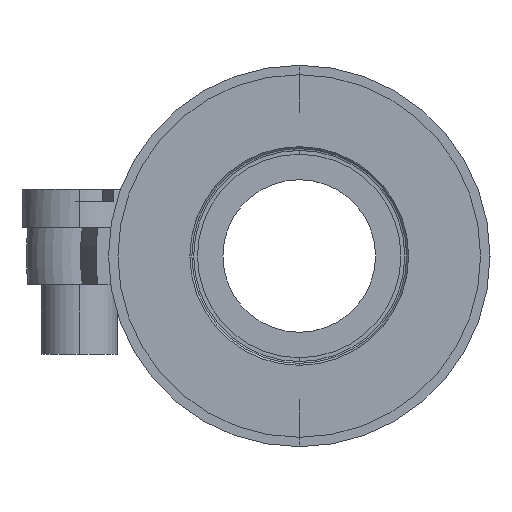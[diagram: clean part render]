
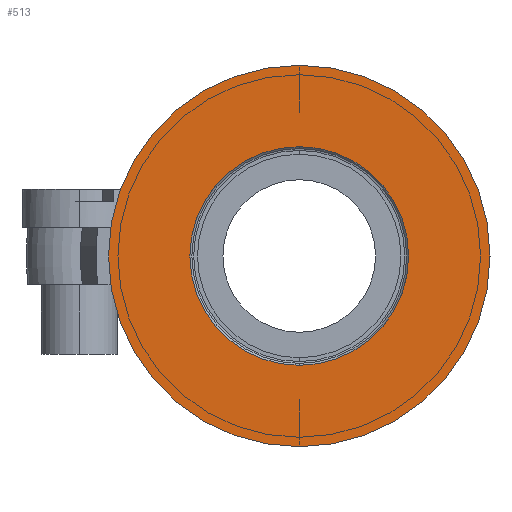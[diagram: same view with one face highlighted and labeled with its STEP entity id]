
A CAD part, left-side view. The second image highlights one B-rep face of the part: STEP entity #513.
In plain terms, the highlighted planar face has unit normal (-1, 0, 0).
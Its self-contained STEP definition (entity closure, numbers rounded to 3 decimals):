
#67 = CARTESIAN_POINT ( 'NONE',  ( 0., 0., 15. ) ) ;
#117 = CARTESIAN_POINT ( 'NONE',  ( 0., 0., -15. ) ) ;
#209 = CIRCLE ( 'NONE', #2306, 8.6 ) ;
#234 = VERTEX_POINT ( 'NONE', #117 ) ;
#281 = ORIENTED_EDGE ( 'NONE', *, *, #5311, .T. ) ;
#340 = DIRECTION ( 'NONE',  ( 0., 0., -1. ) ) ;
#344 = DIRECTION ( 'NONE',  ( -1., 0., 0. ) ) ;
#351 = CARTESIAN_POINT ( 'NONE',  ( 0., 0., 0. ) ) ;
#513 = ADVANCED_FACE ( 'NONE', ( #612, #4258 ), #2993, .T. ) ;
#576 = EDGE_LOOP ( 'NONE', ( #281, #2039 ) ) ;
#612 = FACE_OUTER_BOUND ( 'NONE', #576, .T. ) ;
#845 = AXIS2_PLACEMENT_3D ( 'NONE', #351, #344, #340 ) ;
#1036 = DIRECTION ( 'NONE',  ( 0., 0., -1. ) ) ;
#1050 = DIRECTION ( 'NONE',  ( -1., 0., 0. ) ) ;
#1070 = CARTESIAN_POINT ( 'NONE',  ( 0., 0., 0. ) ) ;
#1325 = CARTESIAN_POINT ( 'NONE',  ( 0., 0., 8.6 ) ) ;
#1371 = VERTEX_POINT ( 'NONE', #5440 ) ;
#1470 = DIRECTION ( 'NONE',  ( 0., 0., -1. ) ) ;
#1471 = DIRECTION ( 'NONE',  ( -1., 0., 0. ) ) ;
#1476 = CARTESIAN_POINT ( 'NONE',  ( 0., 0., 0. ) ) ;
#2039 = ORIENTED_EDGE ( 'NONE', *, *, #4515, .T. ) ;
#2220 = VERTEX_POINT ( 'NONE', #1325 ) ;
#2306 = AXIS2_PLACEMENT_3D ( 'NONE', #1476, #1471, #1470 ) ;
#2307 = ORIENTED_EDGE ( 'NONE', *, *, #4028, .F. ) ;
#2467 = CIRCLE ( 'NONE', #3225, 15. ) ;
#2591 = VERTEX_POINT ( 'NONE', #67 ) ;
#2818 = ORIENTED_EDGE ( 'NONE', *, *, #3031, .F. ) ;
#2993 = PLANE ( 'NONE',  #3939 ) ;
#3031 = EDGE_CURVE ( 'NONE', #1371, #2220, #3566, .T. ) ;
#3104 = CARTESIAN_POINT ( 'NONE',  ( 0., -8.6, 0. ) ) ;
#3109 = DIRECTION ( 'NONE',  ( -1., 0., 0. ) ) ;
#3112 = DIRECTION ( 'NONE',  ( 0., 0., -1. ) ) ;
#3225 = AXIS2_PLACEMENT_3D ( 'NONE', #1070, #1050, #1036 ) ;
#3402 = AXIS2_PLACEMENT_3D ( 'NONE', #5208, #5201, #5197 ) ;
#3566 = CIRCLE ( 'NONE', #3402, 8.6 ) ;
#3939 = AXIS2_PLACEMENT_3D ( 'NONE', #3104, #3109, #3112 ) ;
#4028 = EDGE_CURVE ( 'NONE', #2220, #1371, #209, .T. ) ;
#4258 = FACE_BOUND ( 'NONE', #4474, .T. ) ;
#4474 = EDGE_LOOP ( 'NONE', ( #2818, #2307 ) ) ;
#4515 = EDGE_CURVE ( 'NONE', #2591, #234, #4679, .T. ) ;
#4679 = CIRCLE ( 'NONE', #845, 15. ) ;
#5197 = DIRECTION ( 'NONE',  ( 0., 0., -1. ) ) ;
#5201 = DIRECTION ( 'NONE',  ( -1., 0., 0. ) ) ;
#5208 = CARTESIAN_POINT ( 'NONE',  ( 0., 0., 0. ) ) ;
#5311 = EDGE_CURVE ( 'NONE', #234, #2591, #2467, .T. ) ;
#5440 = CARTESIAN_POINT ( 'NONE',  ( 0., 0., -8.6 ) ) ;
